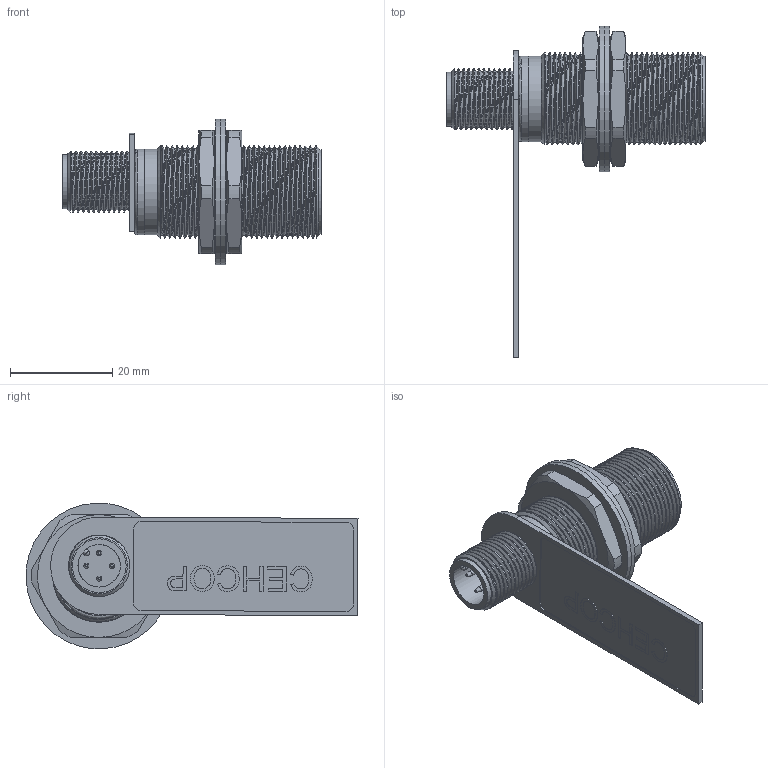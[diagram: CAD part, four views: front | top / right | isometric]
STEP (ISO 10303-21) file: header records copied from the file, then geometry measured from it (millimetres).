
FILE_DESCRIPTION(/* description */ ('Unknown'),/* implementation_level */ '2;1');
FILE_NAME(/* name */ '_VBI-M18-34R',/* time_stamp */ '2022-04-20T15:16:26+05:00',/* author */ ('Unknown'),/* organization */ ('Unknown'),/* preprocessor_version */ 'ST-DEVELOPER v16.7',/* originating_system */ 'Solid Edge',/* authorisation */ 'Unknown');
FILE_SCHEMA (('AUTOMOTIVE_DESIGN {1 0 10303 214 3 1 1}'));
Length unit declared in the file: millimetre
Products named in the file (22): ﾂﾁﾈ-ﾌ18-34(44)ﾐ-1ﾕﾕﾕ..; À0.192 Êîðïóñ; Á0.144 Êðûøêà ; Ýòèêåòêà (Ð); Ð0.006 ßðëûê; L-34ID êðàñíûé íîæêè 6 ìì; 砎鍒鍱; Êîëüöî 13,0õ1,0 (013-015-10); Ê1.004 Ãàéêà Ì18õ1; ﾊ2.001 ﾘ琺矜 ⅰⅱ浯; 10.010.100; Êîðïóñ âèëêè äëÿ 10.010.100; Ý0.001 (äëÿ ñáîðêè); Òðóáêà ÏÂÕ ÒÂ-40-1,5; 11.431.000 (1ﾕﾕﾕ); 11.311.101 êàòóøêà èíäóêòèâíîñòè; À4.014 Êàðêàñ êàòóøêè; ×àøêà ×14; Ä1.008 Äåðæàòåëü (Ì18-öàíãà-1); Ïëàòà; Ã1.002 Êîëïà÷îê; Êîëüöî 006-008-14-2-2 (äëÿ ÷åðòåæà)
Assembly tree (32 placements, depth 4):
  ﾂﾁﾈ-ﾌ18-34(44)ﾐ-1ﾕﾕﾕ..
    À0.192 Êîðïóñ
    Á0.144 Êðûøêà 
    Ýòèêåòêà (Ð)
    Ð0.006 ßðëûê
    L-34ID êðàñíûé íîæêè 6 ìì
    砎鍒鍱  x4
    Êîëüöî 13,0õ1,0 (013-015-10)
    Ê1.004 Ãàéêà Ì18õ1  x2
    ﾊ2.001 ﾘ琺矜 ⅰⅱ浯  x2
    10.010.100
      Êîðïóñ âèëêè äëÿ 10.010.100
      Ý0.001 (äëÿ ñáîðêè)  x4
    Òðóáêà ÏÂÕ ÒÂ-40-1,5  x4
    11.431.000 (1ﾕﾕﾕ)
      11.311.101 êàòóøêà èíäóêòèâíîñòè
        À4.014 Êàðêàñ êàòóøêè
        ×àøêà ×14
      Ä1.008 Äåðæàòåëü (Ì18-öàíãà-1)
      Ïëàòà
      Ã1.002 Êîëïà÷îê
    Êîëüöî 006-008-14-2-2 (äëÿ ÷åðòåæà)
Bounding box: 50.5 x 64.85 x 28.47 mm (x, y, z)
Volume: 10039.8 mm3; surface area: 20401.5 mm2
Topology: 29 solids, 29 shells, 709 faces, 1812 edges, 1218 vertices
Faces by surface type: plane 266, cylinder 217, bspline 157, cone 56, torus 11, sphere 2
Full cylindrical faces by diameter (mm): 0.1 x4, 0.5 x1, 1 x24, 1.2 x4, 1.385 x2, 1.4 x17, 1.416 x1, 1.5 x4, 2.3 x4, 3 x2, 3.1 x1, 6 x1, 6.1 x1, 7.1 x1, 7.5 x1, 8.2 x1, 8.3 x1, 9.5 x2, 9.6 x1, 10.5 x1, 11 x1, 11.6 x1, 12 x12, 12.6 x1, 13.6 x1, 14.5 x1, 15 x1, 15.1 x3, 15.2 x1, 15.3 x1
Entity records: 24089 total; most frequent: CARTESIAN_POINT 12512, ORIENTED_EDGE 2208, DIRECTION 1913, EDGE_CURVE 1104, VERTEX_POINT 791, AXIS2_PLACEMENT_3D 745, FACE_BOUND 657, EDGE_LOOP 654
